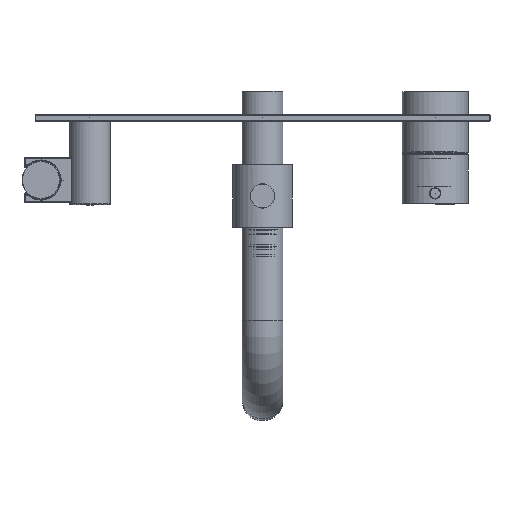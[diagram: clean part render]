
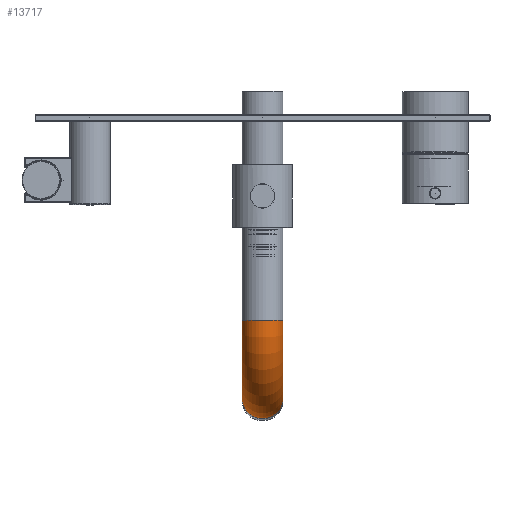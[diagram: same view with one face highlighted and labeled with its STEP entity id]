
A CAD part, front view. The second image highlights one B-rep face of the part: STEP entity #13717.
In plain terms, the highlighted toroidal (fillet/blend) face has major radius 50 mm and minor radius 13 mm.
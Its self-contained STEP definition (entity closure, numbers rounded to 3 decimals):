
#1916=TOROIDAL_SURFACE('',#14609,50.,13.);
#3712=ORIENTED_EDGE('',*,*,#6043,.F.);
#3713=ORIENTED_EDGE('',*,*,#6044,.T.);
#6043=EDGE_CURVE('',#7350,#7350,#8051,.T.);
#6044=EDGE_CURVE('',#7351,#7351,#8052,.T.);
#7350=VERTEX_POINT('',#23676);
#7351=VERTEX_POINT('',#23679);
#8051=CIRCLE('',#14608,13.);
#8052=CIRCLE('',#14610,13.);
#8836=EDGE_LOOP('',(#3712));
#8837=EDGE_LOOP('',(#3713));
#9934=FACE_BOUND('',#8836,.T.);
#9935=FACE_BOUND('',#8837,.T.);
#13717=ADVANCED_FACE('',(#9934,#9935),#1916,.T.);
#14608=AXIS2_PLACEMENT_3D('',#23675,#16462,#16463);
#14609=AXIS2_PLACEMENT_3D('',#23677,#16464,#16465);
#14610=AXIS2_PLACEMENT_3D('',#23678,#16466,#16467);
#16462=DIRECTION('',(0.087,-0.996,0.));
#16463=DIRECTION('',(0.,0.,-1.));
#16464=DIRECTION('',(0.,0.,-1.));
#16465=DIRECTION('',(-1.,0.,0.));
#16466=DIRECTION('',(1.,0.,0.));
#16467=DIRECTION('',(0.,0.,-1.));
#23675=CARTESIAN_POINT('',(109.81,-45.642,0.));
#23676=CARTESIAN_POINT('',(109.81,-45.642,-13.));
#23677=CARTESIAN_POINT('',(60.,-50.,0.));
#23678=CARTESIAN_POINT('',(60.,0.,0.));
#23679=CARTESIAN_POINT('',(60.,0.,-13.));
